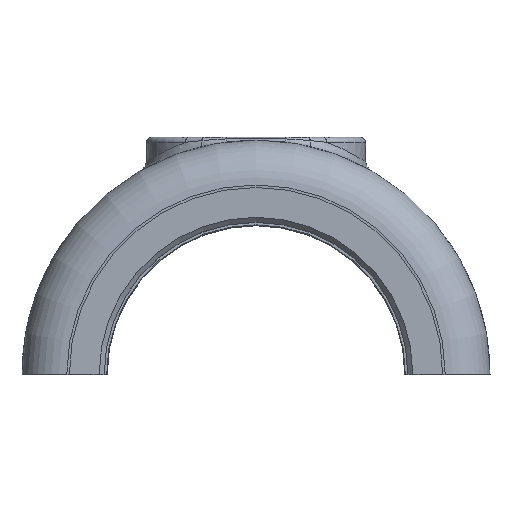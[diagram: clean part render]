
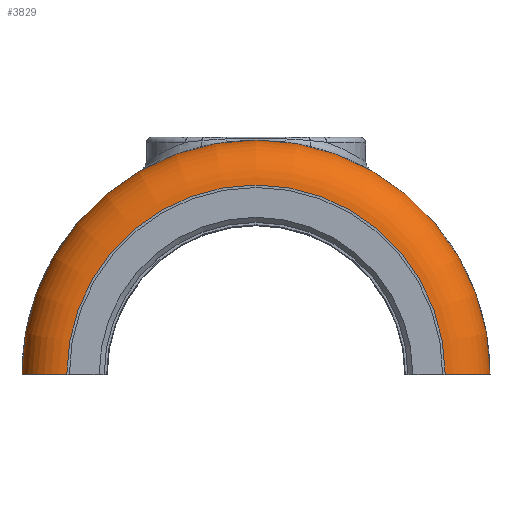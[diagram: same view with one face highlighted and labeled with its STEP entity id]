
A CAD part, top view. The second image highlights one B-rep face of the part: STEP entity #3829.
In plain terms, the highlighted toroidal (fillet/blend) face has major radius 190 mm and minor radius 45 mm.
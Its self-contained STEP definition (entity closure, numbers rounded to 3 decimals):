
#62 = CARTESIAN_POINT ( 'NONE',  ( 0., 0., 95. ) ) ;
#135 = FACE_OUTER_BOUND ( 'NONE', #2007, .T. ) ;
#356 = DIRECTION ( 'NONE',  ( 0., 0., -1. ) ) ;
#531 = CIRCLE ( 'NONE', #4033, 45. ) ;
#562 = DIRECTION ( 'NONE',  ( 0., 0., -1. ) ) ;
#776 = DIRECTION ( 'NONE',  ( -1., 0., 0. ) ) ;
#936 = VERTEX_POINT ( 'NONE', #1646 ) ;
#1175 = CARTESIAN_POINT ( 'NONE',  ( 235., 0., 95. ) ) ;
#1207 = AXIS2_PLACEMENT_3D ( 'NONE', #4394, #2614, #3902 ) ;
#1281 = DIRECTION ( 'NONE',  ( -1., 0., 0. ) ) ;
#1646 = CARTESIAN_POINT ( 'NONE',  ( -190., 0., 140. ) ) ;
#1888 = VERTEX_POINT ( 'NONE', #3364 ) ;
#1931 = AXIS2_PLACEMENT_3D ( 'NONE', #2635, #3284, #776 ) ;
#2007 = EDGE_LOOP ( 'NONE', ( #2307, #3083, #3864, #3730 ) ) ;
#2205 = CIRCLE ( 'NONE', #4031, 190. ) ;
#2219 = DIRECTION ( 'NONE',  ( 0., 1., 0. ) ) ;
#2307 = ORIENTED_EDGE ( 'NONE', *, *, #2709, .T. ) ;
#2523 = CARTESIAN_POINT ( 'NONE',  ( -235., 0., 95. ) ) ;
#2595 = VERTEX_POINT ( 'NONE', #1175 ) ;
#2614 = DIRECTION ( 'NONE',  ( 0., 1., 0. ) ) ;
#2635 = CARTESIAN_POINT ( 'NONE',  ( 0., 0., 95. ) ) ;
#2709 = EDGE_CURVE ( 'NONE', #1888, #2595, #3143, .T. ) ;
#2712 = DIRECTION ( 'NONE',  ( 0., 0., 1. ) ) ;
#2909 = CARTESIAN_POINT ( 'NONE',  ( 0., 0., 140. ) ) ;
#2930 = AXIS2_PLACEMENT_3D ( 'NONE', #62, #356, #1281 ) ;
#3083 = ORIENTED_EDGE ( 'NONE', *, *, #4413, .F. ) ;
#3143 = CIRCLE ( 'NONE', #1207, 45. ) ;
#3215 = EDGE_CURVE ( 'NONE', #936, #1888, #2205, .T. ) ;
#3284 = DIRECTION ( 'NONE',  ( 0., 0., -1. ) ) ;
#3364 = CARTESIAN_POINT ( 'NONE',  ( 190., 0., 140. ) ) ;
#3502 = VERTEX_POINT ( 'NONE', #2523 ) ;
#3587 = CIRCLE ( 'NONE', #2930, 235. ) ;
#3730 = ORIENTED_EDGE ( 'NONE', *, *, #3215, .T. ) ;
#3829 = ADVANCED_FACE ( 'NONE', ( #135 ), #4200, .T. ) ;
#3853 = EDGE_CURVE ( 'NONE', #3502, #936, #531, .T. ) ;
#3864 = ORIENTED_EDGE ( 'NONE', *, *, #3853, .T. ) ;
#3902 = DIRECTION ( 'NONE',  ( 0., 0., 1. ) ) ;
#4031 = AXIS2_PLACEMENT_3D ( 'NONE', #2909, #562, #4197 ) ;
#4033 = AXIS2_PLACEMENT_3D ( 'NONE', #4074, #2219, #2712 ) ;
#4074 = CARTESIAN_POINT ( 'NONE',  ( -190., 0., 95. ) ) ;
#4197 = DIRECTION ( 'NONE',  ( -1., 0., 0. ) ) ;
#4200 = TOROIDAL_SURFACE ( 'NONE', #1931, 190., 45. ) ;
#4394 = CARTESIAN_POINT ( 'NONE',  ( 190., 0., 95. ) ) ;
#4413 = EDGE_CURVE ( 'NONE', #3502, #2595, #3587, .T. ) ;
